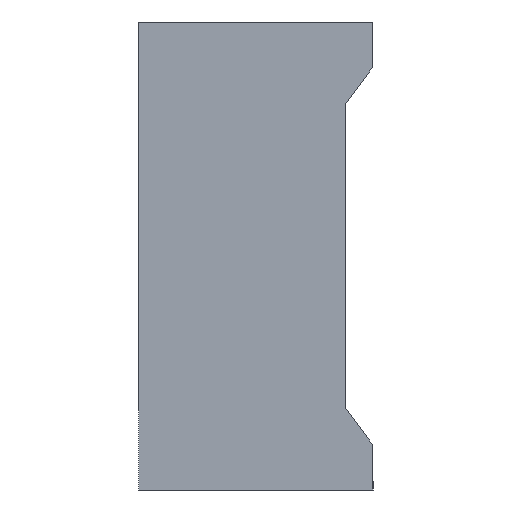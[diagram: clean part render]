
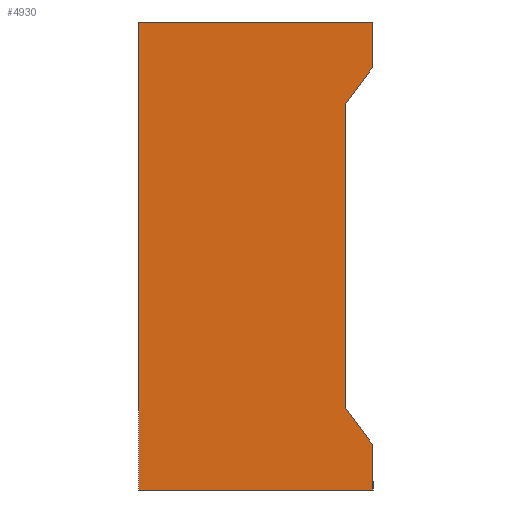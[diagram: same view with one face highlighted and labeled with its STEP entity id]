
A CAD part, left-side view. The second image highlights one B-rep face of the part: STEP entity #4930.
In plain terms, the highlighted planar face has unit normal (-1, 0, 0).
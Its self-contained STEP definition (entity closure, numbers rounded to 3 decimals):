
#4930 = ADVANCED_FACE('',(#4931),#4945,.T.);
#4931 = FACE_BOUND('',#4932,.T.);
#4932 = EDGE_LOOP('',(#4933,#4956,#4972,#4988,#5004,#5020,#5036,#5052));
#4933 = ORIENTED_EDGE('',*,*,#4934,.T.);
#4934 = EDGE_CURVE('',#4935,#4937,#4939,.T.);
#4935 = VERTEX_POINT('',#4936);
#4936 = CARTESIAN_POINT('',(-18.25,0.,-5.656));
#4937 = VERTEX_POINT('',#4938);
#4938 = CARTESIAN_POINT('',(-18.25,0.837,-4.531));
#4939 = SURFACE_CURVE('',#4940,(#4944),.PCURVE_S1.);
#4940 = LINE('',#4941,#4942);
#4941 = CARTESIAN_POINT('',(-18.25,0.,-5.656));
#4942 = VECTOR('',#4943,1.);
#4943 = DIRECTION('',(0.,0.597,0.803));
#4944 = PCURVE('',#4945,#4950);
#4945 = PLANE('',#4946);
#4946 = AXIS2_PLACEMENT_3D('',#4947,#4948,#4949);
#4947 = CARTESIAN_POINT('',(-18.25,0.,-7.));
#4948 = DIRECTION('',(-1.,0.,0.));
#4949 = DIRECTION('',(0.,0.,1.));
#4950 = DEFINITIONAL_REPRESENTATION('',(#4951),#4955);
#4951 = LINE('',#4952,#4953);
#4952 = CARTESIAN_POINT('',(1.344,0.));
#4953 = VECTOR('',#4954,1.);
#4954 = DIRECTION('',(0.803,0.597));
#4955 = ( GEOMETRIC_REPRESENTATION_CONTEXT(2) 
PARAMETRIC_REPRESENTATION_CONTEXT() REPRESENTATION_CONTEXT('2D SPACE',''
  ) );
#4956 = ORIENTED_EDGE('',*,*,#4957,.T.);
#4957 = EDGE_CURVE('',#4937,#4958,#4960,.T.);
#4958 = VERTEX_POINT('',#4959);
#4959 = CARTESIAN_POINT('',(-18.25,0.837,4.531));
#4960 = SURFACE_CURVE('',#4961,(#4965),.PCURVE_S1.);
#4961 = LINE('',#4962,#4963);
#4962 = CARTESIAN_POINT('',(-18.25,0.837,-4.531));
#4963 = VECTOR('',#4964,1.);
#4964 = DIRECTION('',(0.,-0.,1.));
#4965 = PCURVE('',#4945,#4966);
#4966 = DEFINITIONAL_REPRESENTATION('',(#4967),#4971);
#4967 = LINE('',#4968,#4969);
#4968 = CARTESIAN_POINT('',(2.469,0.837));
#4969 = VECTOR('',#4970,1.);
#4970 = DIRECTION('',(1.,0.));
#4971 = ( GEOMETRIC_REPRESENTATION_CONTEXT(2) 
PARAMETRIC_REPRESENTATION_CONTEXT() REPRESENTATION_CONTEXT('2D SPACE',''
  ) );
#4972 = ORIENTED_EDGE('',*,*,#4973,.T.);
#4973 = EDGE_CURVE('',#4958,#4974,#4976,.T.);
#4974 = VERTEX_POINT('',#4975);
#4975 = CARTESIAN_POINT('',(-18.25,0.,5.656));
#4976 = SURFACE_CURVE('',#4977,(#4981),.PCURVE_S1.);
#4977 = LINE('',#4978,#4979);
#4978 = CARTESIAN_POINT('',(-18.25,0.837,4.531));
#4979 = VECTOR('',#4980,1.);
#4980 = DIRECTION('',(0.,-0.597,0.803));
#4981 = PCURVE('',#4945,#4982);
#4982 = DEFINITIONAL_REPRESENTATION('',(#4983),#4987);
#4983 = LINE('',#4984,#4985);
#4984 = CARTESIAN_POINT('',(11.531,0.837));
#4985 = VECTOR('',#4986,1.);
#4986 = DIRECTION('',(0.803,-0.597));
#4987 = ( GEOMETRIC_REPRESENTATION_CONTEXT(2) 
PARAMETRIC_REPRESENTATION_CONTEXT() REPRESENTATION_CONTEXT('2D SPACE',''
  ) );
#4988 = ORIENTED_EDGE('',*,*,#4989,.T.);
#4989 = EDGE_CURVE('',#4974,#4990,#4992,.T.);
#4990 = VERTEX_POINT('',#4991);
#4991 = CARTESIAN_POINT('',(-18.25,0.,7.));
#4992 = SURFACE_CURVE('',#4993,(#4997),.PCURVE_S1.);
#4993 = LINE('',#4994,#4995);
#4994 = CARTESIAN_POINT('',(-18.25,0.,0.));
#4995 = VECTOR('',#4996,1.);
#4996 = DIRECTION('',(0.,-0.,1.));
#4997 = PCURVE('',#4945,#4998);
#4998 = DEFINITIONAL_REPRESENTATION('',(#4999),#5003);
#4999 = LINE('',#5000,#5001);
#5000 = CARTESIAN_POINT('',(7.,0.));
#5001 = VECTOR('',#5002,1.);
#5002 = DIRECTION('',(1.,0.));
#5003 = ( GEOMETRIC_REPRESENTATION_CONTEXT(2) 
PARAMETRIC_REPRESENTATION_CONTEXT() REPRESENTATION_CONTEXT('2D SPACE',''
  ) );
#5004 = ORIENTED_EDGE('',*,*,#5005,.T.);
#5005 = EDGE_CURVE('',#4990,#5006,#5008,.T.);
#5006 = VERTEX_POINT('',#5007);
#5007 = CARTESIAN_POINT('',(-18.25,7.,7.));
#5008 = SURFACE_CURVE('',#5009,(#5013),.PCURVE_S1.);
#5009 = LINE('',#5010,#5011);
#5010 = CARTESIAN_POINT('',(-18.25,0.,7.));
#5011 = VECTOR('',#5012,1.);
#5012 = DIRECTION('',(0.,1.,-0.));
#5013 = PCURVE('',#4945,#5014);
#5014 = DEFINITIONAL_REPRESENTATION('',(#5015),#5019);
#5015 = LINE('',#5016,#5017);
#5016 = CARTESIAN_POINT('',(14.,0.));
#5017 = VECTOR('',#5018,1.);
#5018 = DIRECTION('',(0.,1.));
#5019 = ( GEOMETRIC_REPRESENTATION_CONTEXT(2) 
PARAMETRIC_REPRESENTATION_CONTEXT() REPRESENTATION_CONTEXT('2D SPACE',''
  ) );
#5020 = ORIENTED_EDGE('',*,*,#5021,.T.);
#5021 = EDGE_CURVE('',#5006,#5022,#5024,.T.);
#5022 = VERTEX_POINT('',#5023);
#5023 = CARTESIAN_POINT('',(-18.25,7.,-7.));
#5024 = SURFACE_CURVE('',#5025,(#5029),.PCURVE_S1.);
#5025 = LINE('',#5026,#5027);
#5026 = CARTESIAN_POINT('',(-18.25,7.,-7.));
#5027 = VECTOR('',#5028,1.);
#5028 = DIRECTION('',(-0.,-0.,-1.));
#5029 = PCURVE('',#4945,#5030);
#5030 = DEFINITIONAL_REPRESENTATION('',(#5031),#5035);
#5031 = LINE('',#5032,#5033);
#5032 = CARTESIAN_POINT('',(0.,7.));
#5033 = VECTOR('',#5034,1.);
#5034 = DIRECTION('',(-1.,0.));
#5035 = ( GEOMETRIC_REPRESENTATION_CONTEXT(2) 
PARAMETRIC_REPRESENTATION_CONTEXT() REPRESENTATION_CONTEXT('2D SPACE',''
  ) );
#5036 = ORIENTED_EDGE('',*,*,#5037,.F.);
#5037 = EDGE_CURVE('',#5038,#5022,#5040,.T.);
#5038 = VERTEX_POINT('',#5039);
#5039 = CARTESIAN_POINT('',(-18.25,0.,-7.));
#5040 = SURFACE_CURVE('',#5041,(#5045),.PCURVE_S1.);
#5041 = LINE('',#5042,#5043);
#5042 = CARTESIAN_POINT('',(-18.25,0.,-7.));
#5043 = VECTOR('',#5044,1.);
#5044 = DIRECTION('',(0.,1.,0.));
#5045 = PCURVE('',#4945,#5046);
#5046 = DEFINITIONAL_REPRESENTATION('',(#5047),#5051);
#5047 = LINE('',#5048,#5049);
#5048 = CARTESIAN_POINT('',(0.,0.));
#5049 = VECTOR('',#5050,1.);
#5050 = DIRECTION('',(0.,1.));
#5051 = ( GEOMETRIC_REPRESENTATION_CONTEXT(2) 
PARAMETRIC_REPRESENTATION_CONTEXT() REPRESENTATION_CONTEXT('2D SPACE',''
  ) );
#5052 = ORIENTED_EDGE('',*,*,#5053,.T.);
#5053 = EDGE_CURVE('',#5038,#4935,#5054,.T.);
#5054 = SURFACE_CURVE('',#5055,(#5059),.PCURVE_S1.);
#5055 = LINE('',#5056,#5057);
#5056 = CARTESIAN_POINT('',(-18.25,0.,-7.));
#5057 = VECTOR('',#5058,1.);
#5058 = DIRECTION('',(0.,0.,1.));
#5059 = PCURVE('',#4945,#5060);
#5060 = DEFINITIONAL_REPRESENTATION('',(#5061),#5065);
#5061 = LINE('',#5062,#5063);
#5062 = CARTESIAN_POINT('',(0.,0.));
#5063 = VECTOR('',#5064,1.);
#5064 = DIRECTION('',(1.,0.));
#5065 = ( GEOMETRIC_REPRESENTATION_CONTEXT(2) 
PARAMETRIC_REPRESENTATION_CONTEXT() REPRESENTATION_CONTEXT('2D SPACE',''
  ) );
